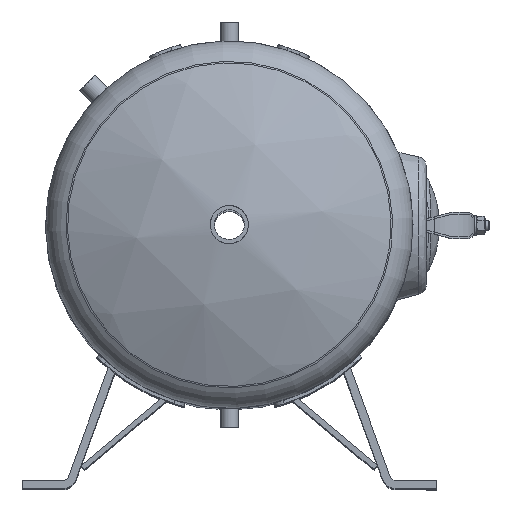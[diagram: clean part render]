
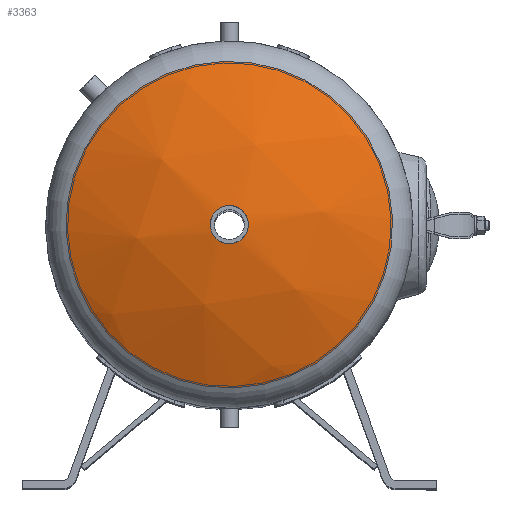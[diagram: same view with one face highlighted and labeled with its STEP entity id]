
A CAD part, top view. The second image highlights one B-rep face of the part: STEP entity #3363.
In plain terms, the highlighted spherical face has radius 550 mm.
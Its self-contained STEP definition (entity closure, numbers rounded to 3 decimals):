
#133=SPHERICAL_SURFACE('',#3641,550.);
#229=FACE_BOUND('',#810,.T.);
#317=CIRCLE('',#3634,28.5);
#321=CIRCLE('',#3642,244.444);
#568=FACE_OUTER_BOUND('',#809,.T.);
#809=EDGE_LOOP('',(#2754));
#810=EDGE_LOOP('',(#2755));
#1635=VERTEX_POINT('',#6064);
#1639=VERTEX_POINT('',#6076);
#2037=EDGE_CURVE('',#1635,#1635,#317,.T.);
#2041=EDGE_CURVE('',#1639,#1639,#321,.T.);
#2754=ORIENTED_EDGE('',*,*,#2041,.F.);
#2755=ORIENTED_EDGE('',*,*,#2037,.T.);
#3363=ADVANCED_FACE('',(#568,#229),#133,.T.);
#3634=AXIS2_PLACEMENT_3D('',#6065,#4272,#4273);
#3641=AXIS2_PLACEMENT_3D('',#6075,#4286,#4287);
#3642=AXIS2_PLACEMENT_3D('',#6077,#4288,#4289);
#4272=DIRECTION('center_axis',(0.,-1.,0.));
#4273=DIRECTION('ref_axis',(-1.,0.,0.));
#4286=DIRECTION('center_axis',(0.,0.,1.));
#4287=DIRECTION('ref_axis',(1.,0.,0.));
#4288=DIRECTION('center_axis',(0.,-1.,0.));
#4289=DIRECTION('ref_axis',(1.,0.,0.));
#6064=CARTESIAN_POINT('',(28.5,129.261,0.));
#6065=CARTESIAN_POINT('Origin',(0.,129.261,0.));
#6075=CARTESIAN_POINT('Origin',(0.,-420.,0.));
#6076=CARTESIAN_POINT('',(244.444,72.694,0.));
#6077=CARTESIAN_POINT('Origin',(0.,72.694,0.));
